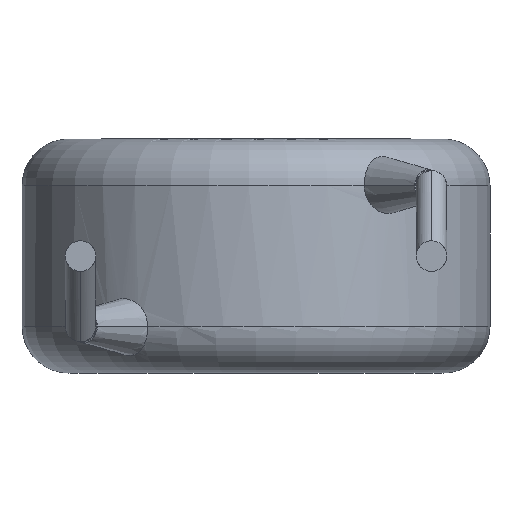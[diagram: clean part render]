
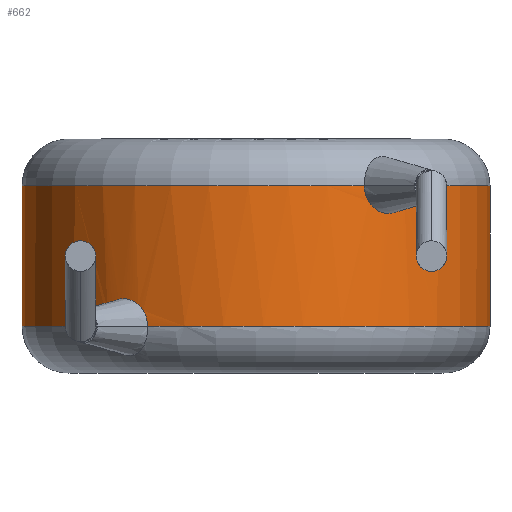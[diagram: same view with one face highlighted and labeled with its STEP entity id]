
A CAD part, front view. The second image highlights one B-rep face of the part: STEP entity #662.
In plain terms, the highlighted cylindrical face has radius 5 mm (diameter 10 mm), a partial arc.
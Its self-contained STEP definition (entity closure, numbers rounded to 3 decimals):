
#13 = CARTESIAN_POINT ( 'NONE',  ( -2.952, -4.038, 1.59 ) ) ;
#17 = EDGE_CURVE ( 'NONE', #970, #3268, #2498, .T. ) ;
#191 = EDGE_CURVE ( 'NONE', #754, #3887, #247, .T. ) ;
#217 = CARTESIAN_POINT ( 'NONE',  ( 3.075, -3.944, 3.472 ) ) ;
#233 = CARTESIAN_POINT ( 'NONE',  ( 3.248, -3.803, 3.692 ) ) ;
#245 = EDGE_LOOP ( 'NONE', ( #2684, #1640, #2298, #2695, #916, #4215, #683, #797 ) ) ;
#247 = LINE ( 'NONE', #2459, #379 ) ;
#301 = VECTOR ( 'NONE', #2713, 1000. ) ;
#333 = CIRCLE ( 'NONE', #2414, 5. ) ;
#379 = VECTOR ( 'NONE', #2798, 1000. ) ;
#407 = CARTESIAN_POINT ( 'NONE',  ( 2.565, -4.294, 3.474 ) ) ;
#473 = CARTESIAN_POINT ( 'NONE',  ( 3.296, -3.76, 4. ) ) ;
#491 = CARTESIAN_POINT ( 'NONE',  ( 3.296, -3.76, 3.843 ) ) ;
#500 = DIRECTION ( 'NONE',  ( 0., 0., -1. ) ) ;
#631 = CARTESIAN_POINT ( 'NONE',  ( -2.697, -4.213, 1.59 ) ) ;
#662 = ADVANCED_FACE ( 'NONE', ( #3175 ), #1104, .T. ) ;
#683 = ORIENTED_EDGE ( 'NONE', *, *, #1528, .F. ) ;
#740 = DIRECTION ( 'NONE',  ( 1., 0., 0. ) ) ;
#742 = DIRECTION ( 'NONE',  ( 1., 0., 0. ) ) ;
#754 = VERTEX_POINT ( 'NONE', #1511 ) ;
#768 = CARTESIAN_POINT ( 'NONE',  ( -5., 0., 1. ) ) ;
#797 = ORIENTED_EDGE ( 'NONE', *, *, #3254, .T. ) ;
#916 = ORIENTED_EDGE ( 'NONE', *, *, #17, .T. ) ;
#960 = AXIS2_PLACEMENT_3D ( 'NONE', #3678, #3705, #742 ) ;
#970 = VERTEX_POINT ( 'NONE', #1349 ) ;
#998 = CARTESIAN_POINT ( 'NONE',  ( -3.075, -3.944, 1.528 ) ) ;
#1001 = CARTESIAN_POINT ( 'NONE',  ( 0., 0., 4. ) ) ;
#1054 = CARTESIAN_POINT ( 'NONE',  ( -5., 0., 5. ) ) ;
#1104 = CYLINDRICAL_SURFACE ( 'NONE', #1256, 5. ) ;
#1194 = CARTESIAN_POINT ( 'NONE',  ( -3.296, -3.76, 1. ) ) ;
#1256 = AXIS2_PLACEMENT_3D ( 'NONE', #3467, #500, #1450 ) ;
#1291 = CARTESIAN_POINT ( 'NONE',  ( -2.565, -4.294, 1.526 ) ) ;
#1349 = CARTESIAN_POINT ( 'NONE',  ( -5., 0., 4. ) ) ;
#1438 = CIRCLE ( 'NONE', #3067, 5. ) ;
#1443 = DIRECTION ( 'NONE',  ( 0., 0., 1. ) ) ;
#1450 = DIRECTION ( 'NONE',  ( -1., 0., 0. ) ) ;
#1506 = CARTESIAN_POINT ( 'NONE',  ( 2.952, -4.038, 3.41 ) ) ;
#1511 = CARTESIAN_POINT ( 'NONE',  ( 5., 0., 4. ) ) ;
#1528 = EDGE_CURVE ( 'NONE', #3797, #2286, #1746, .T. ) ;
#1543 = CARTESIAN_POINT ( 'NONE',  ( 3.296, -3.76, 4. ) ) ;
#1640 = ORIENTED_EDGE ( 'NONE', *, *, #3619, .T. ) ;
#1651 = CARTESIAN_POINT ( 'NONE',  ( -2.314, -4.432, 1.157 ) ) ;
#1652 = CARTESIAN_POINT ( 'NONE',  ( 2.314, -4.432, 4. ) ) ;
#1675 = CARTESIAN_POINT ( 'NONE',  ( 0., 0., 1. ) ) ;
#1680 = CARTESIAN_POINT ( 'NONE',  ( -2.314, -4.432, 1. ) ) ;
#1746 = B_SPLINE_CURVE_WITH_KNOTS ( 'NONE', 3,
 ( #2965, #1651, #3930, #1291, #631, #13, #998, #1946, #2609, #3588 ),
 .UNSPECIFIED., .F., .F.,
 ( 4, 2, 2, 2, 4 ),
 ( 0., 0., 0.001, 0.001, 0.002 ),
 .UNSPECIFIED. ) ;
#1946 = CARTESIAN_POINT ( 'NONE',  ( -3.248, -3.803, 1.308 ) ) ;
#1948 = EDGE_CURVE ( 'NONE', #3268, #2286, #2551, .T. ) ;
#2033 = DIRECTION ( 'NONE',  ( 0., 0., 1. ) ) ;
#2286 = VERTEX_POINT ( 'NONE', #1194 ) ;
#2298 = ORIENTED_EDGE ( 'NONE', *, *, #4010, .F. ) ;
#2312 = CIRCLE ( 'NONE', #960, 5. ) ;
#2341 = DIRECTION ( 'NONE',  ( 1., 0., 0. ) ) ;
#2374 = CARTESIAN_POINT ( 'NONE',  ( 2.314, -4.432, 4. ) ) ;
#2414 = AXIS2_PLACEMENT_3D ( 'NONE', #4013, #1443, #740 ) ;
#2417 = EDGE_CURVE ( 'NONE', #3502, #970, #2312, .T. ) ;
#2428 = AXIS2_PLACEMENT_3D ( 'NONE', #1675, #2033, #2341 ) ;
#2452 = CARTESIAN_POINT ( 'NONE',  ( 2.697, -4.213, 3.41 ) ) ;
#2459 = CARTESIAN_POINT ( 'NONE',  ( 5., 0., 5. ) ) ;
#2498 = LINE ( 'NONE', #1054, #301 ) ;
#2551 = CIRCLE ( 'NONE', #2428, 5. ) ;
#2609 = CARTESIAN_POINT ( 'NONE',  ( -3.296, -3.76, 1.157 ) ) ;
#2684 = ORIENTED_EDGE ( 'NONE', *, *, #191, .F. ) ;
#2695 = ORIENTED_EDGE ( 'NONE', *, *, #2417, .T. ) ;
#2713 = DIRECTION ( 'NONE',  ( 0., 0., -1. ) ) ;
#2798 = DIRECTION ( 'NONE',  ( 0., 0., -1. ) ) ;
#2965 = CARTESIAN_POINT ( 'NONE',  ( -2.314, -4.432, 1. ) ) ;
#3067 = AXIS2_PLACEMENT_3D ( 'NONE', #1001, #3645, #3629 ) ;
#3175 = FACE_OUTER_BOUND ( 'NONE', #245, .T. ) ;
#3254 = EDGE_CURVE ( 'NONE', #3797, #3887, #333, .T. ) ;
#3268 = VERTEX_POINT ( 'NONE', #768 ) ;
#3315 = VERTEX_POINT ( 'NONE', #1543 ) ;
#3356 = B_SPLINE_CURVE_WITH_KNOTS ( 'NONE', 3,
 ( #2374, #4064, #3436, #407, #2452, #1506, #217, #233, #491, #473 ),
 .UNSPECIFIED., .F., .F.,
 ( 4, 2, 2, 2, 4 ),
 ( 0., 0., 0.001, 0.001, 0.002 ),
 .UNSPECIFIED. ) ;
#3436 = CARTESIAN_POINT ( 'NONE',  ( 2.373, -4.403, 3.69 ) ) ;
#3467 = CARTESIAN_POINT ( 'NONE',  ( 0., 0., 5. ) ) ;
#3502 = VERTEX_POINT ( 'NONE', #1652 ) ;
#3588 = CARTESIAN_POINT ( 'NONE',  ( -3.296, -3.76, 1. ) ) ;
#3619 = EDGE_CURVE ( 'NONE', #754, #3315, #1438, .T. ) ;
#3629 = DIRECTION ( 'NONE',  ( 1., 0., 0. ) ) ;
#3645 = DIRECTION ( 'NONE',  ( 0., 0., -1. ) ) ;
#3678 = CARTESIAN_POINT ( 'NONE',  ( 0., 0., 4. ) ) ;
#3705 = DIRECTION ( 'NONE',  ( 0., 0., -1. ) ) ;
#3797 = VERTEX_POINT ( 'NONE', #1680 ) ;
#3879 = CARTESIAN_POINT ( 'NONE',  ( 5., 0., 1. ) ) ;
#3887 = VERTEX_POINT ( 'NONE', #3879 ) ;
#3930 = CARTESIAN_POINT ( 'NONE',  ( -2.373, -4.403, 1.31 ) ) ;
#4010 = EDGE_CURVE ( 'NONE', #3502, #3315, #3356, .T. ) ;
#4013 = CARTESIAN_POINT ( 'NONE',  ( 0., 0., 1. ) ) ;
#4064 = CARTESIAN_POINT ( 'NONE',  ( 2.314, -4.432, 3.843 ) ) ;
#4215 = ORIENTED_EDGE ( 'NONE', *, *, #1948, .T. ) ;
